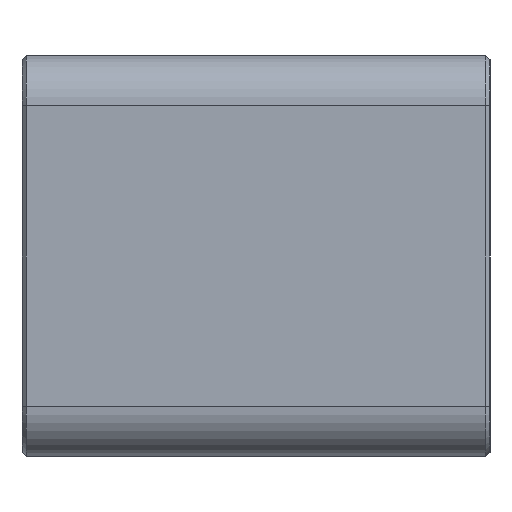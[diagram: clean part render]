
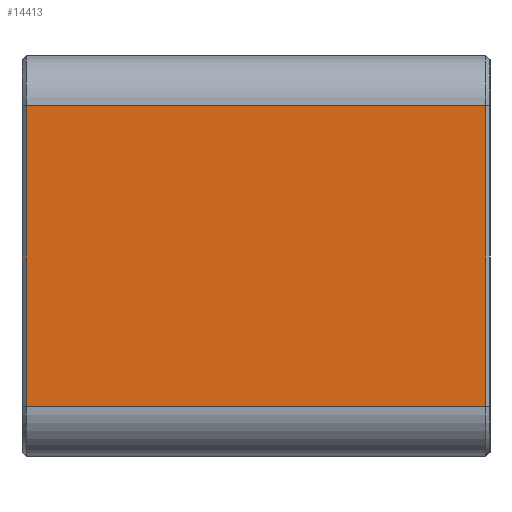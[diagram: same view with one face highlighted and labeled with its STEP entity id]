
A CAD part, left-side view. The second image highlights one B-rep face of the part: STEP entity #14413.
In plain terms, the highlighted planar face has unit normal (-1, 0, 0).
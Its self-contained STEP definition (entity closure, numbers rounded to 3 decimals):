
#976=PLANE('',#15360);
#1851=FACE_OUTER_BOUND('',#2740,.T.);
#2740=EDGE_LOOP('',(#12631,#12632,#12633,#12634));
#3942=LINE('',#25619,#5233);
#3946=LINE('',#25630,#5237);
#3947=LINE('',#25632,#5238);
#3948=LINE('',#25633,#5239);
#5233=VECTOR('',#18113,10.);
#5237=VECTOR('',#18127,10.);
#5238=VECTOR('',#18128,10.);
#5239=VECTOR('',#18129,10.);
#7109=VERTEX_POINT('',#25611);
#7111=VERTEX_POINT('',#25617);
#7113=VERTEX_POINT('',#25629);
#7114=VERTEX_POINT('',#25631);
#9007=EDGE_CURVE('',#7111,#7109,#3942,.T.);
#9013=EDGE_CURVE('',#7113,#7111,#3946,.T.);
#9014=EDGE_CURVE('',#7114,#7113,#3947,.T.);
#9015=EDGE_CURVE('',#7109,#7114,#3948,.T.);
#12631=ORIENTED_EDGE('',*,*,#9007,.F.);
#12632=ORIENTED_EDGE('',*,*,#9013,.F.);
#12633=ORIENTED_EDGE('',*,*,#9014,.F.);
#12634=ORIENTED_EDGE('',*,*,#9015,.F.);
#14413=ADVANCED_FACE('',(#1851),#976,.T.);
#15360=AXIS2_PLACEMENT_3D('',#25628,#18125,#18126);
#18113=DIRECTION('',(0.,0.,-1.));
#18125=DIRECTION('center_axis',(-1.,0.,0.));
#18126=DIRECTION('ref_axis',(0.,0.,
1.));
#18127=DIRECTION('',(0.,-1.,0.));
#18128=DIRECTION('',(0.,0.,1.));
#18129=DIRECTION('',(0.,1.,0.));
#25611=CARTESIAN_POINT('',(-25.988,-53.5,-0.647));
#25617=CARTESIAN_POINT('',(-25.988,-53.5,35.327));
#25619=CARTESIAN_POINT('',(-25.988,-53.5,5.346));
#25628=CARTESIAN_POINT('Origin',(-25.988,-45.,-6.647));
#25629=CARTESIAN_POINT('',(-25.988,1.5,35.327));
#25630=CARTESIAN_POINT('',(-25.988,-45.,35.327));
#25631=CARTESIAN_POINT('',(-25.988,1.5,-0.647));
#25632=CARTESIAN_POINT('',(-25.988,1.5,5.346));
#25633=CARTESIAN_POINT('',(-25.988,-45.,-0.647));
